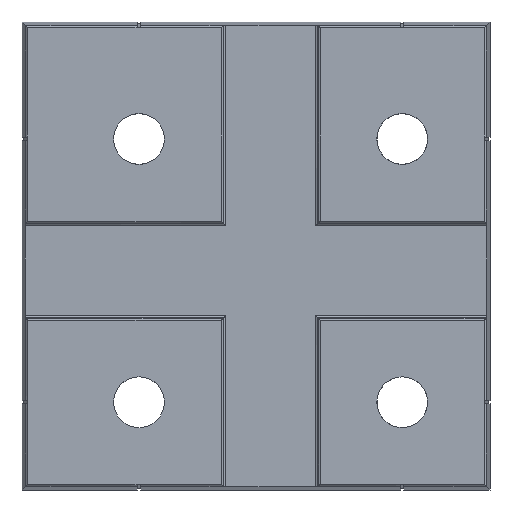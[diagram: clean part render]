
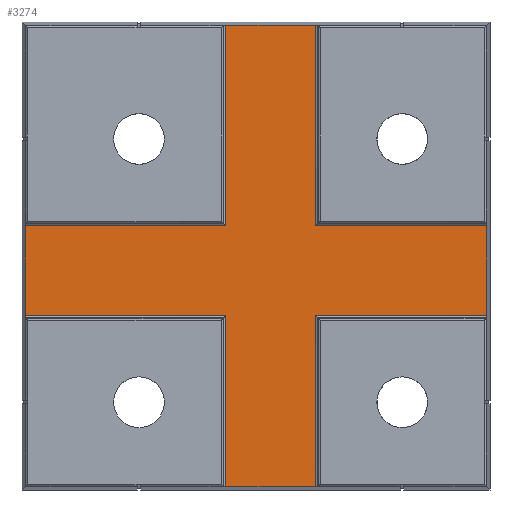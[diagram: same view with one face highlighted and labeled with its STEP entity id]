
A CAD part, front view. The second image highlights one B-rep face of the part: STEP entity #3274.
In plain terms, the highlighted planar face has unit normal (0, -1, 0).
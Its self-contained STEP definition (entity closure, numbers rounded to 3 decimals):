
#660=ORIENTED_EDGE('',*,*,#1535,.T.);
#661=ORIENTED_EDGE('',*,*,#1392,.T.);
#662=ORIENTED_EDGE('',*,*,#1540,.F.);
#663=ORIENTED_EDGE('',*,*,#1565,.F.);
#664=ORIENTED_EDGE('',*,*,#1345,.F.);
#665=ORIENTED_EDGE('',*,*,#1566,.T.);
#666=ORIENTED_EDGE('',*,*,#1543,.F.);
#667=ORIENTED_EDGE('',*,*,#1406,.T.);
#668=ORIENTED_EDGE('',*,*,#1539,.T.);
#669=ORIENTED_EDGE('',*,*,#1567,.T.);
#670=ORIENTED_EDGE('',*,*,#1320,.F.);
#671=ORIENTED_EDGE('',*,*,#1568,.F.);
#1320=EDGE_CURVE('',#1803,#1804,#2107,.T.);
#1345=EDGE_CURVE('',#1825,#1826,#2122,.T.);
#1392=EDGE_CURVE('',#1862,#1861,#2163,.T.);
#1406=EDGE_CURVE('',#1873,#1872,#2171,.T.);
#1535=EDGE_CURVE('',#1978,#1862,#2252,.T.);
#1539=EDGE_CURVE('',#1872,#1980,#2254,.T.);
#1540=EDGE_CURVE('',#1981,#1861,#2255,.T.);
#1543=EDGE_CURVE('',#1873,#1983,#2257,.T.);
#1565=EDGE_CURVE('',#1826,#1981,#2270,.T.);
#1566=EDGE_CURVE('',#1825,#1983,#2271,.T.);
#1567=EDGE_CURVE('',#1980,#1804,#2272,.T.);
#1568=EDGE_CURVE('',#1978,#1803,#2273,.T.);
#1803=VERTEX_POINT('',#4946);
#1804=VERTEX_POINT('',#4948);
#1825=VERTEX_POINT('',#4996);
#1826=VERTEX_POINT('',#4998);
#1861=VERTEX_POINT('',#5087);
#1862=VERTEX_POINT('',#5089);
#1872=VERTEX_POINT('',#5114);
#1873=VERTEX_POINT('',#5116);
#1978=VERTEX_POINT('',#5369);
#1980=VERTEX_POINT('',#5375);
#1981=VERTEX_POINT('',#5379);
#1983=VERTEX_POINT('',#5385);
#2107=LINE('',#4947,#2431);
#2122=LINE('',#4997,#2446);
#2163=LINE('',#5088,#2487);
#2171=LINE('',#5115,#2495);
#2252=LINE('',#5368,#2576);
#2254=LINE('',#5376,#2578);
#2255=LINE('',#5378,#2579);
#2257=LINE('',#5384,#2581);
#2270=LINE('',#5426,#2594);
#2271=LINE('',#5427,#2595);
#2272=LINE('',#5428,#2596);
#2273=LINE('',#5429,#2597);
#2431=VECTOR('',#3872,1000.);
#2446=VECTOR('',#3913,1000.);
#2487=VECTOR('',#3982,1000.);
#2495=VECTOR('',#4006,1000.);
#2576=VECTOR('',#4221,1000.);
#2578=VECTOR('',#4229,1000.);
#2579=VECTOR('',#4232,1000.);
#2581=VECTOR('',#4238,1000.);
#2594=VECTOR('',#4287,1000.);
#2595=VECTOR('',#4288,1000.);
#2596=VECTOR('',#4289,1000.);
#2597=VECTOR('',#4290,1000.);
#2768=EDGE_LOOP('',(#660,#661,#662,#663,#664,#665,#666,#667,#668,#669,#670,
#671));
#2982=FACE_BOUND('',#2768,.T.);
#3167=PLANE('',#3568);
#3274=ADVANCED_FACE('',(#2982),#3167,.F.);
#3568=AXIS2_PLACEMENT_3D('',#5425,#4285,#4286);
#3872=DIRECTION('',(0.,0.,1.));
#3913=DIRECTION('',(0.,0.,-1.));
#3982=DIRECTION('',(1.,0.,0.));
#4006=DIRECTION('',(-1.,0.,0.));
#4221=DIRECTION('',(0.,0.,-1.));
#4229=DIRECTION('',(0.,0.,-1.));
#4232=DIRECTION('',(0.,0.,-1.));
#4238=DIRECTION('',(0.,0.,-1.));
#4285=DIRECTION('',(0.,1.,0.));
#4286=DIRECTION('',(0.,0.,1.));
#4287=DIRECTION('',(-1.,0.,0.));
#4288=DIRECTION('',(-1.,0.,0.));
#4289=DIRECTION('',(-1.,0.,0.));
#4290=DIRECTION('',(-1.,0.,0.));
#4946=CARTESIAN_POINT('',(-66.727,2.,-7.784));
#4947=CARTESIAN_POINT('',(-66.727,2.,67.5));
#4948=CARTESIAN_POINT('',(-66.727,2.,15.284));
#4996=CARTESIAN_POINT('',(51.727,2.,15.284));
#4997=CARTESIAN_POINT('',(51.727,2.,67.5));
#4998=CARTESIAN_POINT('',(51.727,2.,-7.784));
#5087=CARTESIAN_POINT('',(7.784,2.,-51.727));
#5088=CARTESIAN_POINT('',(-15.284,2.,-51.727));
#5089=CARTESIAN_POINT('',(-15.284,2.,-51.727));
#5114=CARTESIAN_POINT('',(-15.284,2.,66.727));
#5115=CARTESIAN_POINT('',(-15.284,2.,66.727));
#5116=CARTESIAN_POINT('',(7.784,2.,66.727));
#5368=CARTESIAN_POINT('',(-15.284,2.,67.5));
#5369=CARTESIAN_POINT('',(-15.284,2.,-7.784));
#5375=CARTESIAN_POINT('',(-15.284,2.,15.284));
#5376=CARTESIAN_POINT('',(-15.284,2.,67.5));
#5378=CARTESIAN_POINT('',(7.784,2.,67.5));
#5379=CARTESIAN_POINT('',(7.784,2.,-7.784));
#5384=CARTESIAN_POINT('',(7.784,2.,67.5));
#5385=CARTESIAN_POINT('',(7.784,2.,15.284));
#5425=CARTESIAN_POINT('',(-15.284,2.,67.5));
#5426=CARTESIAN_POINT('',(67.5,2.,-7.784));
#5427=CARTESIAN_POINT('',(67.5,2.,15.284));
#5428=CARTESIAN_POINT('',(67.5,2.,15.284));
#5429=CARTESIAN_POINT('',(67.5,2.,-7.784));
